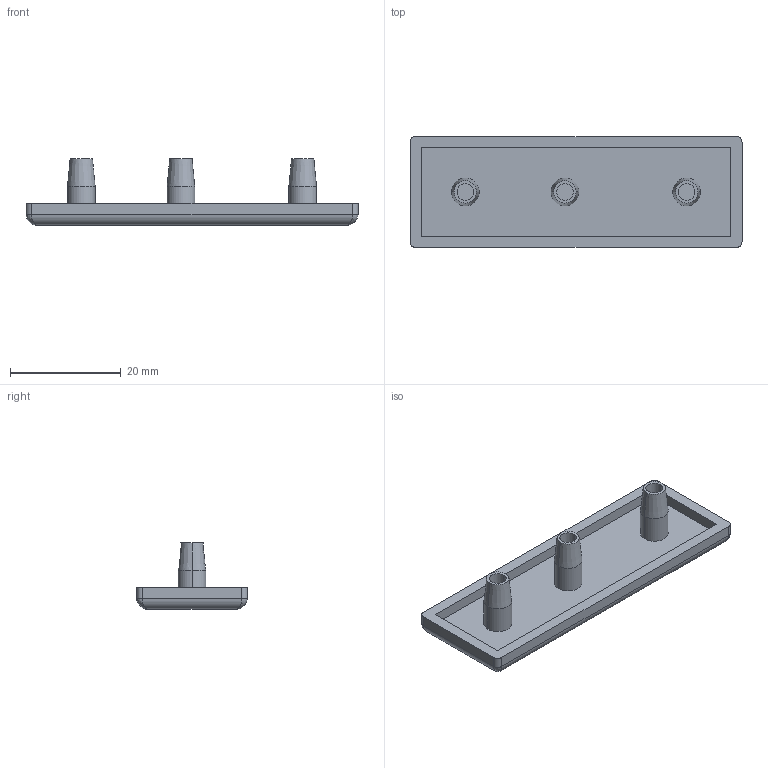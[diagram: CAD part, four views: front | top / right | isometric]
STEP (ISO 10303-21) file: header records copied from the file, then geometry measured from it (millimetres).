
FILE_DESCRIPTION (( 'STEP AP203' ), '1' );
FILE_NAME ('4.11.20.2060.STEP', '2014-06-25T03:04:13', ( 'USER' ), ( 'Microsoft' ), 'SwSTEP 2.0', 'SolidWorks 2012', '' );
FILE_SCHEMA (( 'CONFIG_CONTROL_DESIGN' ));
Length unit declared in the file: millimetre
Products named in the file (1): 4.11.20.2060
Bounding box: 60 x 20 x 12 mm (x, y, z)
Volume: 3194.8 mm3; surface area: 3893.1 mm2
Topology: 1 solids, 1 shells, 47 faces, 100 edges, 58 vertices
Faces by surface type: cylinder 20, plane 17, cone 6, bspline 4
Entity records: 1449 total; most frequent: CARTESIAN_POINT 390, DIRECTION 214, ORIENTED_EDGE 192, EDGE_CURVE 96, AXIS2_PLACEMENT_3D 82, VERTEX_POINT 58, EDGE_LOOP 54, VECTOR 50
